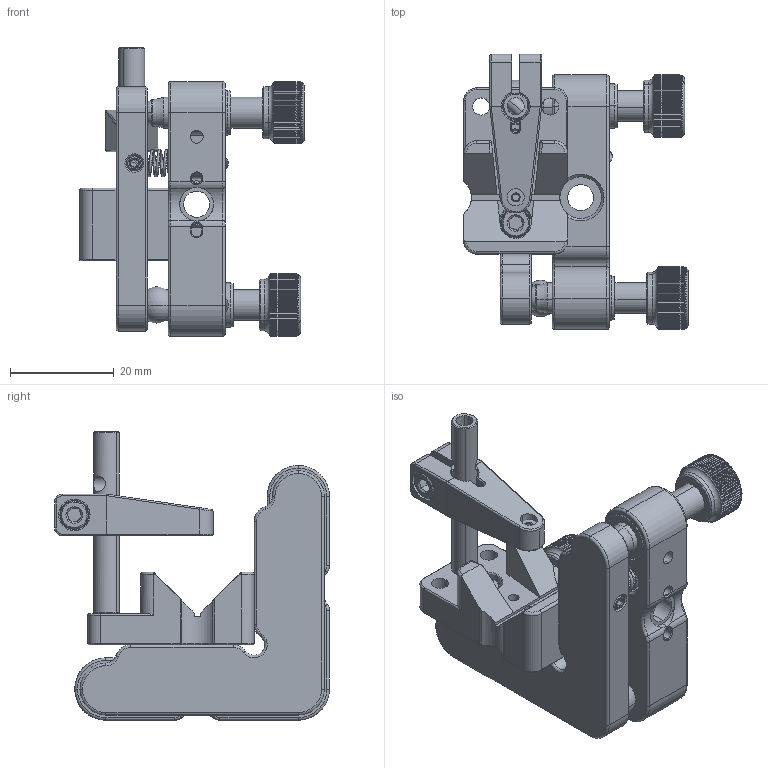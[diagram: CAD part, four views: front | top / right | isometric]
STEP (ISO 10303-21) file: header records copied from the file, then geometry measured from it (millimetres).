
FILE_DESCRIPTION (( 'STEP AP203' ), '1' );
FILE_NAME ('2.1.7.1，CVA-20.8，V形调整镜架，范围2-20.8mm，2轴调节.STEP', '2025-11-12T07:24:34', ( '' ), ( '' ), 'SwSTEP 2.0', 'SolidWorks 2023', '' );
FILE_SCHEMA (( 'CONFIG_CONTROL_DESIGN' ));
Length unit declared in the file: millimetre
Products named in the file (1): 2.1.7.1，CVA-20.8，V形调整镜架，范围2-20.8mm，2轴调节
Bounding box: 43.2 x 52.9 x 55.5 mm (x, y, z)
Surface area: 16877.6 mm2 (no closed solid volume)
Topology: 0 solids, 34 shells, 1129 faces, 3475 edges, 2360 vertices
Faces by surface type: plane 455, cylinder 382, cone 168, torus 91, bspline 23, sphere 10
Entity records: 48390 total; most frequent: CARTESIAN_POINT 18701, ORIENTED_EDGE 6232, DIRECTION 5928, EDGE_CURVE 3454, AXIS2_PLACEMENT_3D 2392, VERTEX_POINT 2351, CIRCLE 1285, EDGE_LOOP 1201
